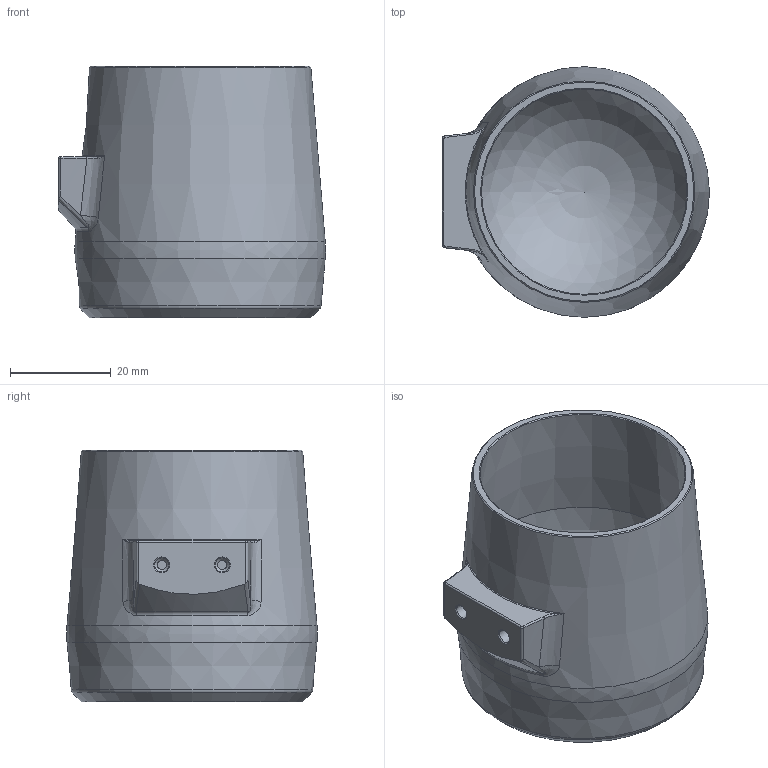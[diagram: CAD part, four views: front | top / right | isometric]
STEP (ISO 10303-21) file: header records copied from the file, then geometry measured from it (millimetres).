
FILE_DESCRIPTION(/* description */ (''),/* implementation_level */ '2;1');
FILE_NAME(/* name */ 'cup_body.step',/* time_stamp */ '2024-04-13T09:16:05+02:00',/* author */ (''),/* organization */ (''),/* preprocessor_version */ 'ST-DEVELOPER v20',/* originating_system */ 'Autodesk Translation Framework v12.20.1.177',/* authorisation */ '');
FILE_SCHEMA (('AUTOMOTIVE_DESIGN { 1 0 10303 214 3 1 1 }'));
Length unit declared in the file: millimetre
Products named in the file (1): cup_body
Bounding box: 53.1 x 49.86 x 50 mm (x, y, z)
Volume: 28533.9 mm3; surface area: 16334.5 mm2
Topology: 1 solids, 1 shells, 43 faces, 96 edges, 58 vertices
Faces by surface type: bspline 13, cone 11, cylinder 7, plane 6, torus 5, sphere 1
Full cylindrical faces by diameter (mm): 2.8 x2
Entity records: 1809 total; most frequent: CARTESIAN_POINT 866, ORIENTED_EDGE 190, DIRECTION 184, EDGE_CURVE 95, AXIS2_PLACEMENT_3D 83, VERTEX_POINT 58, CIRCLE 48, EDGE_LOOP 47
